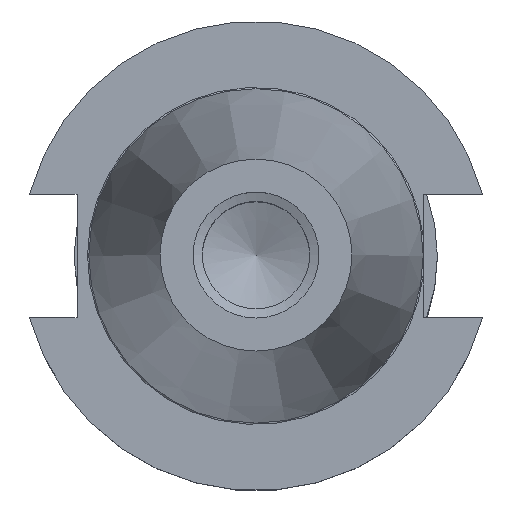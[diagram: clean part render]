
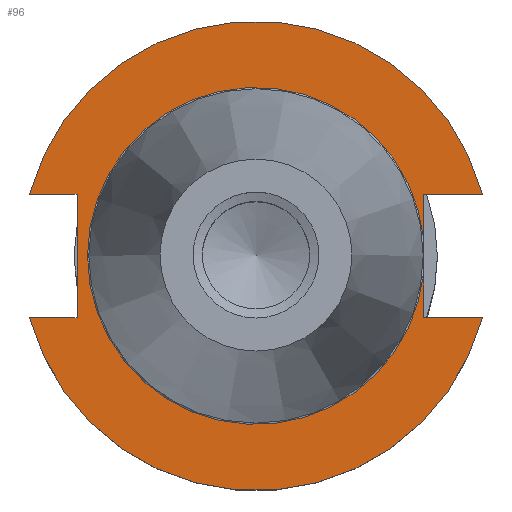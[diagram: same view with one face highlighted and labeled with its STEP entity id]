
A CAD part, top view. The second image highlights one B-rep face of the part: STEP entity #96.
In plain terms, the highlighted planar face has unit normal (0, 0, 1).
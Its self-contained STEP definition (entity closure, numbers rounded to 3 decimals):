
#96=ADVANCED_FACE('',(#152),#132,.F.);
#132=PLANE('',#683);
#152=FACE_OUTER_BOUND('',#178,.T.);
#178=EDGE_LOOP('',(#333,#334,#335,#336,#337,#338,#339,#340,#341,#342));
#229=LINE('',#955,#270);
#239=LINE('',#986,#280);
#240=LINE('',#987,#281);
#241=LINE('',#988,#282);
#242=LINE('',#990,#283);
#243=LINE('',#994,#284);
#244=LINE('',#996,#285);
#270=VECTOR('',#764,1.);
#280=VECTOR('',#792,1.);
#281=VECTOR('',#793,1.);
#282=VECTOR('',#794,1.);
#283=VECTOR('',#795,1.);
#284=VECTOR('',#798,1.);
#285=VECTOR('',#799,1.);
#333=ORIENTED_EDGE('',*,*,#555,.F.);
#334=ORIENTED_EDGE('',*,*,#540,.F.);
#335=ORIENTED_EDGE('',*,*,#556,.T.);
#336=ORIENTED_EDGE('',*,*,#545,.F.);
#337=ORIENTED_EDGE('',*,*,#557,.F.);
#338=ORIENTED_EDGE('',*,*,#558,.T.);
#339=ORIENTED_EDGE('',*,*,#559,.T.);
#340=ORIENTED_EDGE('',*,*,#560,.T.);
#341=ORIENTED_EDGE('',*,*,#561,.T.);
#342=ORIENTED_EDGE('',*,*,#549,.F.);
#481=VERTEX_POINT('',#956);
#482=VERTEX_POINT('',#957);
#484=VERTEX_POINT('',#964);
#485=VERTEX_POINT('',#966);
#487=VERTEX_POINT('',#972);
#489=VERTEX_POINT('',#975);
#493=VERTEX_POINT('',#989);
#494=VERTEX_POINT('',#991);
#495=VERTEX_POINT('',#993);
#496=VERTEX_POINT('',#995);
#540=EDGE_CURVE('',#481,#482,#229,.T.);
#545=EDGE_CURVE('',#484,#485,#617,.T.);
#549=EDGE_CURVE('',#487,#489,#619,.T.);
#555=EDGE_CURVE('',#482,#487,#239,.T.);
#556=EDGE_CURVE('',#481,#485,#240,.T.);
#557=EDGE_CURVE('',#493,#484,#241,.T.);
#558=EDGE_CURVE('',#493,#494,#242,.T.);
#559=EDGE_CURVE('',#494,#495,#622,.T.);
#560=EDGE_CURVE('',#495,#496,#243,.T.);
#561=EDGE_CURVE('',#496,#489,#244,.T.);
#617=CIRCLE('',#674,49.2);
#619=CIRCLE('',#677,49.2);
#622=CIRCLE('',#682,35.3);
#674=AXIS2_PLACEMENT_3D('',#965,#771,#772);
#677=AXIS2_PLACEMENT_3D('',#974,#779,#780);
#682=AXIS2_PLACEMENT_3D('',#992,#796,#797);
#683=AXIS2_PLACEMENT_3D('',#997,#800,#801);
#764=DIRECTION('',(0.,1.,0.));
#771=DIRECTION('',(0.,0.,-1.));
#772=DIRECTION('',(-1.,0.,0.));
#779=DIRECTION('',(0.,0.,-1.));
#780=DIRECTION('',(-1.,0.,0.));
#792=DIRECTION('',(-1.,0.,0.));
#793=DIRECTION('',(-1.,0.,0.));
#794=DIRECTION('',(1.,0.,0.));
#795=DIRECTION('',(0.,1.,0.));
#796=DIRECTION('',(0.,0.,-1.));
#797=DIRECTION('',(-1.,0.,0.));
#798=DIRECTION('',(0.,1.,0.));
#799=DIRECTION('',(1.,0.,0.));
#800=DIRECTION('',(0.,0.,-1.));
#801=DIRECTION('',(-1.,0.,0.));
#955=CARTESIAN_POINT('',(-37.5,34.7,-3.18));
#956=CARTESIAN_POINT('',(-37.5,-12.903,-3.18));
#957=CARTESIAN_POINT('',(-37.5,12.903,-3.18));
#964=CARTESIAN_POINT('',(47.478,-12.903,-3.18));
#965=CARTESIAN_POINT('',(0.,0.,-3.18));
#966=CARTESIAN_POINT('',(-47.478,-12.903,-3.18));
#972=CARTESIAN_POINT('',(-47.478,12.903,-3.18));
#974=CARTESIAN_POINT('',(0.,0.,-3.18));
#975=CARTESIAN_POINT('',(47.478,12.903,-3.18));
#986=CARTESIAN_POINT('',(0.,12.903,-3.18));
#987=CARTESIAN_POINT('',(-59.2,-12.903,-3.18));
#988=CARTESIAN_POINT('',(0.,-12.903,-3.18));
#989=CARTESIAN_POINT('',(35.1,-12.903,-3.18));
#990=CARTESIAN_POINT('',(35.1,34.7,-3.18));
#991=CARTESIAN_POINT('',(35.1,-3.752,-3.18));
#992=CARTESIAN_POINT('',(0.,0.,-3.18));
#993=CARTESIAN_POINT('',(35.1,3.752,-3.18));
#994=CARTESIAN_POINT('',(35.1,34.7,-3.18));
#995=CARTESIAN_POINT('',(35.1,12.903,-3.18));
#996=CARTESIAN_POINT('',(59.2,12.903,-3.18));
#997=CARTESIAN_POINT('',(0.,34.7,-3.18));
